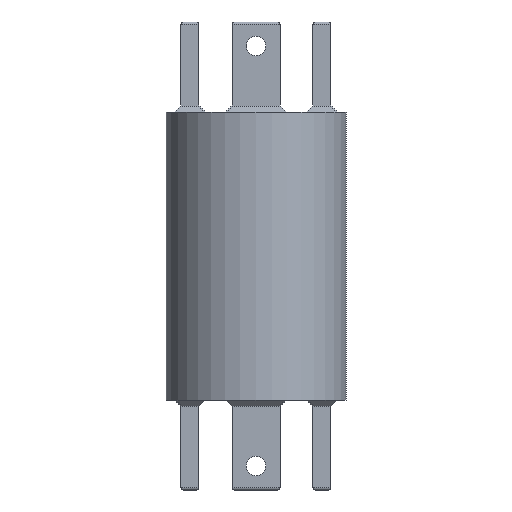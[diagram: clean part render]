
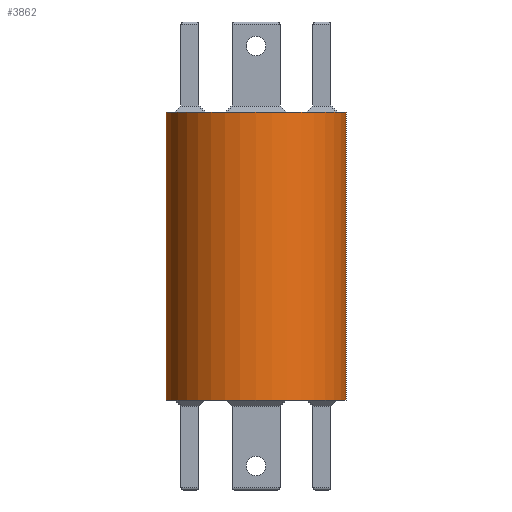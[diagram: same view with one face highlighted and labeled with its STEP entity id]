
A CAD part, front view. The second image highlights one B-rep face of the part: STEP entity #3862.
In plain terms, the highlighted cylindrical face has radius 15 mm (diameter 30 mm), a full revolution.
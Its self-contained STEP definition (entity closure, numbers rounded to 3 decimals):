
#168=CARTESIAN_POINT('',(-15.,0.,-1.));
#169=VERTEX_POINT('',#168);
#170=CARTESIAN_POINT('',(0.,0.,-1.));
#171=DIRECTION('',(-0.,-0.,-1.));
#172=DIRECTION('',(-1.,0.,0.));
#173=AXIS2_PLACEMENT_3D('',#170,#171,#172);
#174=CIRCLE('',#173,15.);
#175=EDGE_CURVE('',#169,#169,#174,.T.);
#3838=CARTESIAN_POINT('',(0.,0.,-1.));
#3839=DIRECTION('',(0.,0.,1.));
#3840=DIRECTION('',(-1.,0.,0.));
#3841=AXIS2_PLACEMENT_3D('',#3838,#3839,#3840);
#3842=CYLINDRICAL_SURFACE('',#3841,15.);
#3843=CARTESIAN_POINT('',(-15.,-0.,47.));
#3844=VERTEX_POINT('',#3843);
#3845=CARTESIAN_POINT('',(-15.,0.,47.));
#3846=DIRECTION('',(-0.,-0.,-1.));
#3847=VECTOR('',#3846,48.);
#3848=LINE('',#3845,#3847);
#3849=EDGE_CURVE('',#3844,#169,#3848,.T.);
#3850=ORIENTED_EDGE('',*,*,#3849,.T.);
#3851=ORIENTED_EDGE('',*,*,#175,.F.);
#3852=ORIENTED_EDGE('',*,*,#3849,.F.);
#3853=CARTESIAN_POINT('',(0.,0.,47.));
#3854=DIRECTION('',(-0.,-0.,1.));
#3855=DIRECTION('',(-1.,0.,0.));
#3856=AXIS2_PLACEMENT_3D('',#3853,#3854,#3855);
#3857=CIRCLE('',#3856,15.);
#3858=EDGE_CURVE('',#3844,#3844,#3857,.T.);
#3859=ORIENTED_EDGE('',*,*,#3858,.F.);
#3860=EDGE_LOOP('',(#3850,#3851,#3852,#3859));
#3861=FACE_BOUND('',#3860,.T.);
#3862=ADVANCED_FACE('',(#3861),#3842,.T.);
